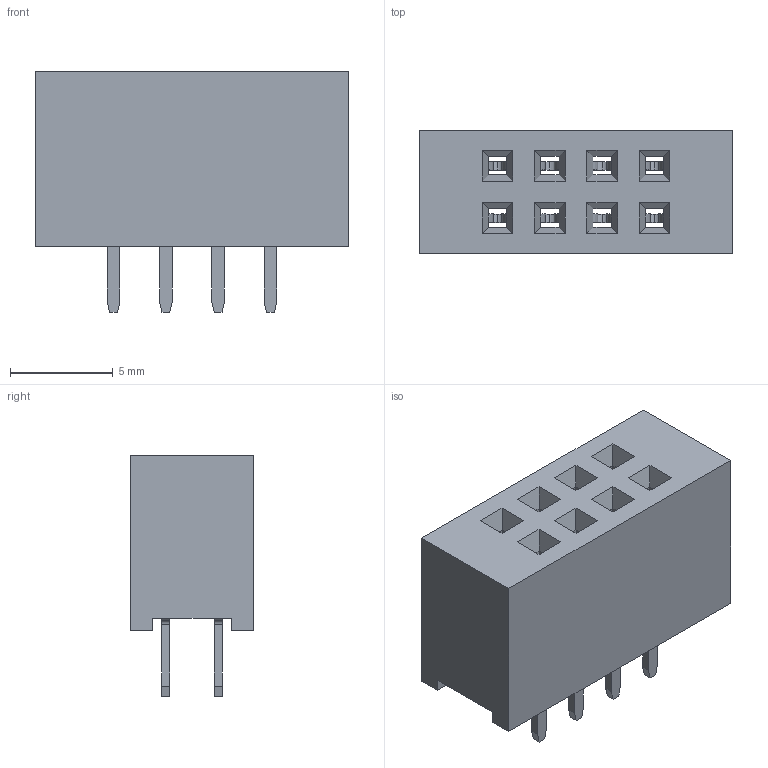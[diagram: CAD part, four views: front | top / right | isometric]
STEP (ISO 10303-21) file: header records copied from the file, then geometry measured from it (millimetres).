
FILE_DESCRIPTION(('STEP Model'),'2;1');
FILE_NAME('11162, SFH11-P_ _C-D04-ST-_ _-M181.STP','2015-07-11T14:53:48' ,(''),(''),'CAD Exchanger 3.0 Beta (www.cadexchanger.com)', 'CAD Exchanger 3.0 Beta','Unknown');
FILE_SCHEMA(('AUTOMOTIVE_DESIGN { 1 0 10303 214 1 1 1 1 }'));
Length unit declared in the file: millimetre
Products named in the file (1): 11162_SFH11-P___C-D04-ST-___-M181
Bounding box: 15.24 x 6 x 11.7 mm (x, y, z)
Volume: 683.3 mm3; surface area: 1171.3 mm2
Topology: 9 solids, 9 shells, 418 faces, 1184 edges, 784 vertices
Faces by surface type: plane 314, cylinder 104
Entity records: 29309 total; most frequent: CARTESIAN_POINT 5475, DIRECTION 4478, LINE 3136, VECTOR 3136, ORIENTED_EDGE 2368, PCURVE 2368, DEFINITIONAL_REPRESENTATION 2368, EDGE_CURVE 1184
